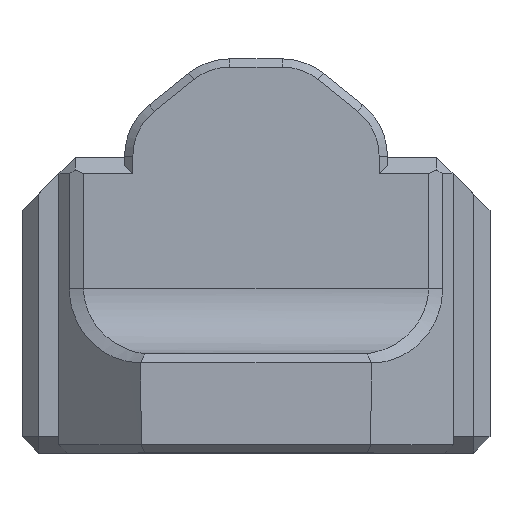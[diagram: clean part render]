
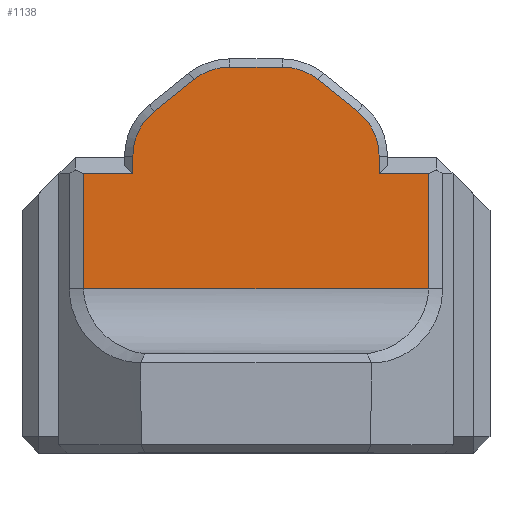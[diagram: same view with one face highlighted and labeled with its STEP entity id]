
A CAD part, top view. The second image highlights one B-rep face of the part: STEP entity #1138.
In plain terms, the highlighted planar face has unit normal (0, 0, 1).
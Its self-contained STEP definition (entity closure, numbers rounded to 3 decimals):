
#47=CIRCLE('',#1223,1.75);
#48=CIRCLE('',#1224,1.75);
#49=CIRCLE('',#1225,1.75);
#50=CIRCLE('',#1226,1.75);
#63=ORIENTED_EDGE('',*,*,#397,.T.);
#64=ORIENTED_EDGE('',*,*,#398,.T.);
#65=ORIENTED_EDGE('',*,*,#399,.T.);
#66=ORIENTED_EDGE('',*,*,#400,.T.);
#67=ORIENTED_EDGE('',*,*,#401,.T.);
#68=ORIENTED_EDGE('',*,*,#402,.T.);
#69=ORIENTED_EDGE('',*,*,#403,.T.);
#70=ORIENTED_EDGE('',*,*,#404,.T.);
#71=ORIENTED_EDGE('',*,*,#405,.T.);
#72=ORIENTED_EDGE('',*,*,#406,.T.);
#73=ORIENTED_EDGE('',*,*,#407,.T.);
#74=ORIENTED_EDGE('',*,*,#408,.T.);
#75=ORIENTED_EDGE('',*,*,#409,.T.);
#76=ORIENTED_EDGE('',*,*,#410,.T.);
#397=EDGE_CURVE('',#564,#565,#662,.F.);
#398=EDGE_CURVE('',#565,#566,#663,.T.);
#399=EDGE_CURVE('',#566,#567,#664,.T.);
#400=EDGE_CURVE('',#567,#568,#665,.T.);
#401=EDGE_CURVE('',#568,#569,#47,.F.);
#402=EDGE_CURVE('',#569,#570,#666,.T.);
#403=EDGE_CURVE('',#570,#571,#48,.F.);
#404=EDGE_CURVE('',#571,#572,#667,.T.);
#405=EDGE_CURVE('',#572,#573,#49,.F.);
#406=EDGE_CURVE('',#573,#574,#668,.T.);
#407=EDGE_CURVE('',#574,#575,#50,.F.);
#408=EDGE_CURVE('',#575,#576,#669,.T.);
#409=EDGE_CURVE('',#576,#577,#670,.T.);
#410=EDGE_CURVE('',#577,#564,#671,.T.);
#564=VERTEX_POINT('',#1621);
#565=VERTEX_POINT('',#1622);
#566=VERTEX_POINT('',#1624);
#567=VERTEX_POINT('',#1626);
#568=VERTEX_POINT('',#1628);
#569=VERTEX_POINT('',#1630);
#570=VERTEX_POINT('',#1632);
#571=VERTEX_POINT('',#1634);
#572=VERTEX_POINT('',#1636);
#573=VERTEX_POINT('',#1638);
#574=VERTEX_POINT('',#1640);
#575=VERTEX_POINT('',#1642);
#576=VERTEX_POINT('',#1644);
#577=VERTEX_POINT('',#1646);
#662=LINE('',#1620,#801);
#663=LINE('',#1623,#802);
#664=LINE('',#1625,#803);
#665=LINE('',#1627,#804);
#666=LINE('',#1631,#805);
#667=LINE('',#1635,#806);
#668=LINE('',#1639,#807);
#669=LINE('',#1643,#808);
#670=LINE('',#1645,#809);
#671=LINE('',#1647,#810);
#801=VECTOR('',#1311,1000.);
#802=VECTOR('',#1312,1000.);
#803=VECTOR('',#1313,1000.);
#804=VECTOR('',#1314,1000.);
#805=VECTOR('',#1317,1000.);
#806=VECTOR('',#1320,1000.);
#807=VECTOR('',#1323,1000.);
#808=VECTOR('',#1326,1000.);
#809=VECTOR('',#1327,1000.);
#810=VECTOR('',#1328,1000.);
#940=EDGE_LOOP('',(#63,#64,#65,#66,#67,#68,#69,#70,#71,#72,#73,#74,#75,
#76));
#1011=FACE_BOUND('',#940,.T.);
#1082=PLANE('',#1222);
#1138=ADVANCED_FACE('',(#1011),#1082,.F.);
#1222=AXIS2_PLACEMENT_3D('',#1619,#1309,#1310);
#1223=AXIS2_PLACEMENT_3D('',#1629,#1315,#1316);
#1224=AXIS2_PLACEMENT_3D('',#1633,#1318,#1319);
#1225=AXIS2_PLACEMENT_3D('',#1637,#1321,#1322);
#1226=AXIS2_PLACEMENT_3D('',#1641,#1324,#1325);
#1309=DIRECTION('',(0.,0.,-1.));
#1310=DIRECTION('',(-1.,0.,0.));
#1311=DIRECTION('',(-1.,0.,0.));
#1312=DIRECTION('',(0.,1.,0.));
#1313=DIRECTION('',(-1.,0.,0.));
#1314=DIRECTION('',(0.,1.,0.));
#1315=DIRECTION('',(0.,0.,-1.));
#1316=DIRECTION('',(-1.,0.,0.));
#1317=DIRECTION('',(-0.781,0.625,0.));
#1318=DIRECTION('',(0.,0.,-1.));
#1319=DIRECTION('',(-1.,0.,0.));
#1320=DIRECTION('',(-1.,0.,0.));
#1321=DIRECTION('',(0.,0.,-1.));
#1322=DIRECTION('',(-1.,0.,0.));
#1323=DIRECTION('',(-0.781,-0.625,0.));
#1324=DIRECTION('',(0.,0.,-1.));
#1325=DIRECTION('',(-1.,0.,0.));
#1326=DIRECTION('',(0.,-1.,0.));
#1327=DIRECTION('',(-1.,0.,0.));
#1328=DIRECTION('',(0.,-1.,0.));
#1619=CARTESIAN_POINT('',(0.,0.,2.75));
#1620=CARTESIAN_POINT('',(6.,1.,2.75));
#1621=CARTESIAN_POINT('',(-5.25,1.,2.75));
#1622=CARTESIAN_POINT('',(5.25,1.,2.75));
#1623=CARTESIAN_POINT('',(5.25,4.51,2.75));
#1624=CARTESIAN_POINT('',(5.25,4.51,2.75));
#1625=CARTESIAN_POINT('',(0.,4.51,2.75));
#1626=CARTESIAN_POINT('',(3.75,4.51,2.75));
#1627=CARTESIAN_POINT('',(3.75,5.039,2.75));
#1628=CARTESIAN_POINT('',(3.75,5.039,2.75));
#1629=CARTESIAN_POINT('',(2.,5.039,2.75));
#1630=CARTESIAN_POINT('',(3.093,6.405,2.75));
#1631=CARTESIAN_POINT('',(1.892,7.367,2.75));
#1632=CARTESIAN_POINT('',(1.892,7.367,2.75));
#1633=CARTESIAN_POINT('',(0.798,6.,2.75));
#1634=CARTESIAN_POINT('',(0.798,7.75,2.75));
#1635=CARTESIAN_POINT('',(-0.798,7.75,2.75));
#1636=CARTESIAN_POINT('',(-0.798,7.75,2.75));
#1637=CARTESIAN_POINT('',(-0.798,6.,2.75));
#1638=CARTESIAN_POINT('',(-1.892,7.367,2.75));
#1639=CARTESIAN_POINT('',(-3.093,6.405,2.75));
#1640=CARTESIAN_POINT('',(-3.093,6.405,2.75));
#1641=CARTESIAN_POINT('',(-2.,5.039,2.75));
#1642=CARTESIAN_POINT('',(-3.75,5.039,2.75));
#1643=CARTESIAN_POINT('',(-3.75,4.51,2.75));
#1644=CARTESIAN_POINT('',(-3.75,4.51,2.75));
#1645=CARTESIAN_POINT('',(0.,4.51,2.75));
#1646=CARTESIAN_POINT('',(-5.25,4.51,2.75));
#1647=CARTESIAN_POINT('',(-5.25,1.,2.75));
